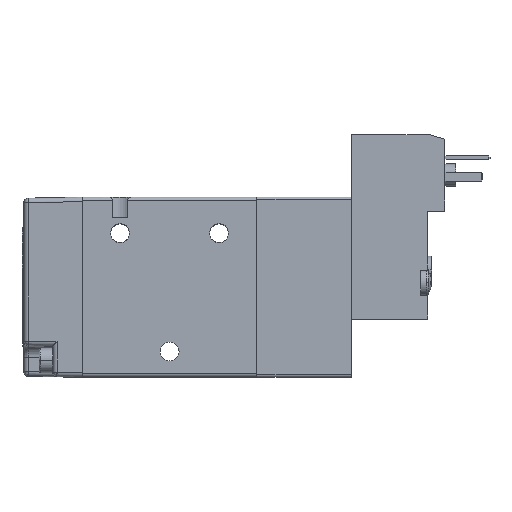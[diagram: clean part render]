
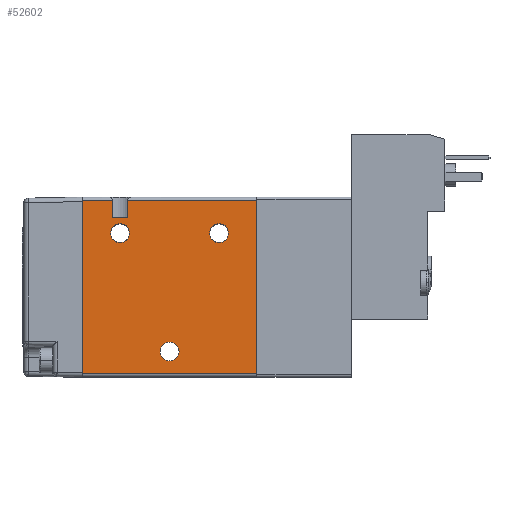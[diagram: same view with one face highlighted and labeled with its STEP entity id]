
A CAD part, top view. The second image highlights one B-rep face of the part: STEP entity #52602.
In plain terms, the highlighted planar face has unit normal (0, 0, 1).
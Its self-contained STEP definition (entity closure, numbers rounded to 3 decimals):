
#58 = DIRECTION ( 'NONE',  ( 0., 1., 0. ) ) ;
#448 = FACE_BOUND ( 'NONE', #10626, .T. ) ;
#560 = FACE_BOUND ( 'NONE', #57086, .T. ) ;
#1117 = CARTESIAN_POINT ( 'NONE',  ( 19.4, 35.4, 25. ) ) ;
#1349 = EDGE_CURVE ( 'NONE', #55064, #56625, #30484, .T. ) ;
#2248 = VECTOR ( 'NONE', #56171, 1000. ) ;
#2598 = CARTESIAN_POINT ( 'NONE',  ( 0., 5.7, 25. ) ) ;
#3288 = VERTEX_POINT ( 'NONE', #10561 ) ;
#3692 = DIRECTION ( 'NONE',  ( 1., 0., 0. ) ) ;
#3863 = VERTEX_POINT ( 'NONE', #31383 ) ;
#4153 = VECTOR ( 'NONE', #32996, 1000. ) ;
#5807 = AXIS2_PLACEMENT_3D ( 'NONE', #2598, #34730, #7130 ) ;
#7041 = ORIENTED_EDGE ( 'NONE', *, *, #42846, .T. ) ;
#7130 = DIRECTION ( 'NONE',  ( -1., 0., 0. ) ) ;
#8232 = CIRCLE ( 'NONE', #11611, 2.1 ) ;
#10561 = CARTESIAN_POINT ( 'NONE',  ( -13.1, 32., 25. ) ) ;
#10626 = EDGE_LOOP ( 'NONE', ( #43816, #34391 ) ) ;
#10949 = EDGE_CURVE ( 'NONE', #53510, #3863, #52489, .T. ) ;
#11075 = ORIENTED_EDGE ( 'NONE', *, *, #54209, .T. ) ;
#11371 = CARTESIAN_POINT ( 'NONE',  ( -8.9, 32., 25. ) ) ;
#11611 = AXIS2_PLACEMENT_3D ( 'NONE', #53908, #53896, #53848 ) ;
#11779 = AXIS2_PLACEMENT_3D ( 'NONE', #25271, #25214, #25207 ) ;
#12569 = CARTESIAN_POINT ( 'NONE',  ( -19.4, 0., 25. ) ) ;
#13191 = DIRECTION ( 'NONE',  ( 0., -1., 0. ) ) ;
#13388 = VERTEX_POINT ( 'NONE', #41919 ) ;
#13932 = EDGE_CURVE ( 'NONE', #21269, #50524, #59491, .T. ) ;
#15236 = EDGE_LOOP ( 'NONE', ( #59355, #51290 ) ) ;
#15738 = EDGE_CURVE ( 'NONE', #41983, #53510, #17654, .T. ) ;
#16656 = FACE_OUTER_BOUND ( 'NONE', #49737, .T. ) ;
#17015 = VERTEX_POINT ( 'NONE', #30314 ) ;
#17537 = ORIENTED_EDGE ( 'NONE', *, *, #10949, .T. ) ;
#17654 = LINE ( 'NONE', #12569, #22274 ) ;
#19066 = DIRECTION ( 'NONE',  ( -1., 0., 0. ) ) ;
#20977 = ORIENTED_EDGE ( 'NONE', *, *, #1349, .T. ) ;
#21269 = VERTEX_POINT ( 'NONE', #45029 ) ;
#22166 = EDGE_CURVE ( 'NONE', #50524, #21269, #49870, .T. ) ;
#22274 = VECTOR ( 'NONE', #13191, 1000. ) ;
#22427 = VECTOR ( 'NONE', #19066, 1000. ) ;
#22840 = EDGE_CURVE ( 'NONE', #50723, #3288, #36103, .T. ) ;
#23699 = LINE ( 'NONE', #28198, #22427 ) ;
#23716 = CARTESIAN_POINT ( 'NONE',  ( 0., 5.7, 25. ) ) ;
#23781 = LINE ( 'NONE', #1117, #2248 ) ;
#23871 = CARTESIAN_POINT ( 'NONE',  ( 11., 32., 25. ) ) ;
#25207 = DIRECTION ( 'NONE',  ( 1., 0., 0. ) ) ;
#25214 = DIRECTION ( 'NONE',  ( 0., 0., -1. ) ) ;
#25271 = CARTESIAN_POINT ( 'NONE',  ( 11., 32., 25. ) ) ;
#26615 = CARTESIAN_POINT ( 'NONE',  ( 19.4, 0., 25. ) ) ;
#27569 = CARTESIAN_POINT ( 'NONE',  ( 19.4, 0., 25. ) ) ;
#27600 = DIRECTION ( 'NONE',  ( 1., 0., 0. ) ) ;
#27669 = DIRECTION ( 'NONE',  ( 0., 0., -1. ) ) ;
#27679 = CARTESIAN_POINT ( 'NONE',  ( -11., 32., 25. ) ) ;
#28026 = CARTESIAN_POINT ( 'NONE',  ( -9.378, 35.4, 25. ) ) ;
#28161 = CARTESIAN_POINT ( 'NONE',  ( 8.9, 32., 25. ) ) ;
#28198 = CARTESIAN_POINT ( 'NONE',  ( 19.4, 39.2, 25. ) ) ;
#28390 = DIRECTION ( 'NONE',  ( -1., 0., 0. ) ) ;
#30056 = VERTEX_POINT ( 'NONE', #51356 ) ;
#30314 = CARTESIAN_POINT ( 'NONE',  ( 19.4, 39.2, 25. ) ) ;
#30484 = LINE ( 'NONE', #48740, #31658 ) ;
#31383 = CARTESIAN_POINT ( 'NONE',  ( 19.4, 0.8, 25. ) ) ;
#31461 = CARTESIAN_POINT ( 'NONE',  ( -19.4, 39.2, 25. ) ) ;
#31658 = VECTOR ( 'NONE', #48927, 1000. ) ;
#32657 = EDGE_CURVE ( 'NONE', #3288, #50723, #8232, .T. ) ;
#32996 = DIRECTION ( 'NONE',  ( -1., 0., 0. ) ) ;
#33216 = LINE ( 'NONE', #27569, #55330 ) ;
#33604 = CARTESIAN_POINT ( 'NONE',  ( 19.4, 39.2, 25. ) ) ;
#34391 = ORIENTED_EDGE ( 'NONE', *, *, #45369, .T. ) ;
#34730 = DIRECTION ( 'NONE',  ( 0., 0., -1. ) ) ;
#35299 = CIRCLE ( 'NONE', #38780, 2.1 ) ;
#36103 = CIRCLE ( 'NONE', #48805, 2.1 ) ;
#36646 = LINE ( 'NONE', #39040, #49796 ) ;
#38780 = AXIS2_PLACEMENT_3D ( 'NONE', #23716, #55894, #28390 ) ;
#38924 = CARTESIAN_POINT ( 'NONE',  ( -19.4, 0.8, 25. ) ) ;
#39040 = CARTESIAN_POINT ( 'NONE',  ( -12.622, 0., 25. ) ) ;
#39984 = FACE_BOUND ( 'NONE', #15236, .T. ) ;
#40260 = DIRECTION ( 'NONE',  ( 0., 0., 1. ) ) ;
#40887 = CARTESIAN_POINT ( 'NONE',  ( -12.622, 39.2, 25. ) ) ;
#40983 = ORIENTED_EDGE ( 'NONE', *, *, #22840, .T. ) ;
#41365 = ORIENTED_EDGE ( 'NONE', *, *, #58013, .T. ) ;
#41369 = EDGE_CURVE ( 'NONE', #13388, #46826, #54668, .T. ) ;
#41919 = CARTESIAN_POINT ( 'NONE',  ( -2.1, 5.7, 25. ) ) ;
#41983 = VERTEX_POINT ( 'NONE', #31461 ) ;
#42745 = EDGE_CURVE ( 'NONE', #3863, #17015, #33216, .T. ) ;
#42846 = EDGE_CURVE ( 'NONE', #17015, #55064, #23699, .T. ) ;
#42868 = ORIENTED_EDGE ( 'NONE', *, *, #42745, .T. ) ;
#43740 = DIRECTION ( 'NONE',  ( 0., 1., 0. ) ) ;
#43816 = ORIENTED_EDGE ( 'NONE', *, *, #41369, .T. ) ;
#45029 = CARTESIAN_POINT ( 'NONE',  ( 13.1, 32., 25. ) ) ;
#45369 = EDGE_CURVE ( 'NONE', #46826, #13388, #35299, .T. ) ;
#46573 = CARTESIAN_POINT ( 'NONE',  ( -9.378, 39.2, 25. ) ) ;
#46585 = DIRECTION ( 'NONE',  ( 0., 0., -1. ) ) ;
#46826 = VERTEX_POINT ( 'NONE', #50016 ) ;
#47965 = ORIENTED_EDGE ( 'NONE', *, *, #56842, .T. ) ;
#48740 = CARTESIAN_POINT ( 'NONE',  ( -9.378, 0., 25. ) ) ;
#48805 = AXIS2_PLACEMENT_3D ( 'NONE', #27679, #27669, #27600 ) ;
#48927 = DIRECTION ( 'NONE',  ( 0., -1., 0. ) ) ;
#49641 = PLANE ( 'NONE',  #59285 ) ;
#49737 = EDGE_LOOP ( 'NONE', ( #47965, #11075, #55724, #17537, #42868, #7041, #20977, #41365 ) ) ;
#49796 = VECTOR ( 'NONE', #43740, 1000. ) ;
#49870 = CIRCLE ( 'NONE', #52158, 2.1 ) ;
#50016 = CARTESIAN_POINT ( 'NONE',  ( 2.1, 5.7, 25. ) ) ;
#50524 = VERTEX_POINT ( 'NONE', #28161 ) ;
#50647 = VECTOR ( 'NONE', #54525, 1000. ) ;
#50723 = VERTEX_POINT ( 'NONE', #11371 ) ;
#51290 = ORIENTED_EDGE ( 'NONE', *, *, #22166, .T. ) ;
#51356 = CARTESIAN_POINT ( 'NONE',  ( -12.622, 35.4, 25. ) ) ;
#51476 = VERTEX_POINT ( 'NONE', #40887 ) ;
#51538 = LINE ( 'NONE', #33604, #4153 ) ;
#52158 = AXIS2_PLACEMENT_3D ( 'NONE', #23871, #46585, #54569 ) ;
#52489 = LINE ( 'NONE', #54338, #50647 ) ;
#52602 = ADVANCED_FACE ( 'NONE', ( #16656, #448, #39984, #560 ), #49641, .T. ) ;
#53510 = VERTEX_POINT ( 'NONE', #38924 ) ;
#53848 = DIRECTION ( 'NONE',  ( 1., 0., 0. ) ) ;
#53896 = DIRECTION ( 'NONE',  ( 0., 0., -1. ) ) ;
#53908 = CARTESIAN_POINT ( 'NONE',  ( -11., 32., 25. ) ) ;
#54209 = EDGE_CURVE ( 'NONE', #51476, #41983, #51538, .T. ) ;
#54338 = CARTESIAN_POINT ( 'NONE',  ( 19.4, 0.8, 25. ) ) ;
#54525 = DIRECTION ( 'NONE',  ( 1., 0., 0. ) ) ;
#54569 = DIRECTION ( 'NONE',  ( 1., 0., 0. ) ) ;
#54668 = CIRCLE ( 'NONE', #5807, 2.1 ) ;
#55064 = VERTEX_POINT ( 'NONE', #46573 ) ;
#55330 = VECTOR ( 'NONE', #58, 1000. ) ;
#55724 = ORIENTED_EDGE ( 'NONE', *, *, #15738, .T. ) ;
#55894 = DIRECTION ( 'NONE',  ( 0., 0., -1. ) ) ;
#56171 = DIRECTION ( 'NONE',  ( -1., 0., 0. ) ) ;
#56480 = ORIENTED_EDGE ( 'NONE', *, *, #32657, .T. ) ;
#56625 = VERTEX_POINT ( 'NONE', #28026 ) ;
#56842 = EDGE_CURVE ( 'NONE', #30056, #51476, #36646, .T. ) ;
#57086 = EDGE_LOOP ( 'NONE', ( #40983, #56480 ) ) ;
#58013 = EDGE_CURVE ( 'NONE', #56625, #30056, #23781, .T. ) ;
#59285 = AXIS2_PLACEMENT_3D ( 'NONE', #26615, #40260, #3692 ) ;
#59355 = ORIENTED_EDGE ( 'NONE', *, *, #13932, .T. ) ;
#59491 = CIRCLE ( 'NONE', #11779, 2.1 ) ;
